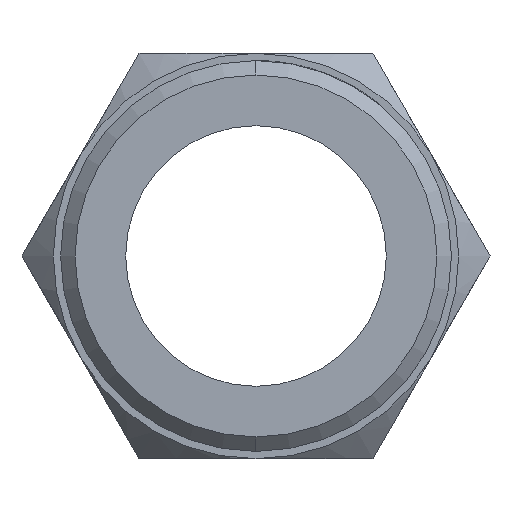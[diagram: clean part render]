
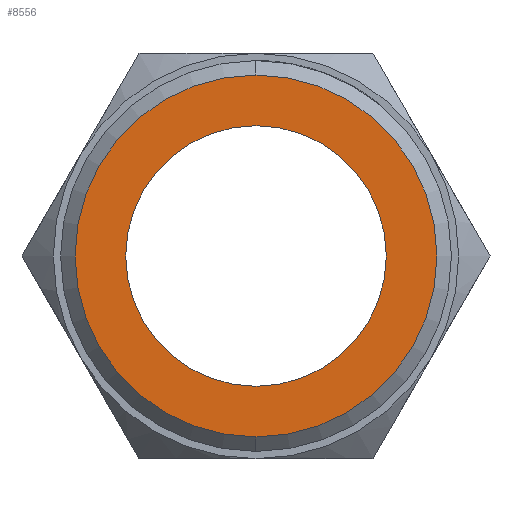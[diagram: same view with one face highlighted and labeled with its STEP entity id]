
A CAD part, left-side view. The second image highlights one B-rep face of the part: STEP entity #8556.
In plain terms, the highlighted planar face has unit normal (-1, 0, 0).
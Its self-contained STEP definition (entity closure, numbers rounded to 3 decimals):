
#17 = ORIENTED_EDGE ( 'NONE', *, *, #3537, .T. ) ;
#415 = CARTESIAN_POINT ( 'NONE',  ( 0., 0., 0. ) ) ;
#435 = DIRECTION ( 'NONE',  ( 1., 0., 0. ) ) ;
#481 = CARTESIAN_POINT ( 'NONE',  ( 0., 0., 0. ) ) ;
#642 = DIRECTION ( 'NONE',  ( 1., 0., 0. ) ) ;
#655 = EDGE_CURVE ( 'NONE', #4208, #1125, #4242, .T. ) ;
#687 = CARTESIAN_POINT ( 'NONE',  ( 0., 0., 0. ) ) ;
#823 = EDGE_LOOP ( 'NONE', ( #2270, #17 ) ) ;
#1125 = VERTEX_POINT ( 'NONE', #2277 ) ;
#1404 = CARTESIAN_POINT ( 'NONE',  ( 0., 0., -4.5 ) ) ;
#1542 = ORIENTED_EDGE ( 'NONE', *, *, #655, .T. ) ;
#1626 = EDGE_CURVE ( 'NONE', #1125, #4208, #9081, .T. ) ;
#2062 = FACE_BOUND ( 'NONE', #2610, .T. ) ;
#2139 = AXIS2_PLACEMENT_3D ( 'NONE', #481, #435, #4831 ) ;
#2238 = CARTESIAN_POINT ( 'NONE',  ( 0., 0., 0. ) ) ;
#2270 = ORIENTED_EDGE ( 'NONE', *, *, #7806, .T. ) ;
#2277 = CARTESIAN_POINT ( 'NONE',  ( 0., 0., 4.5 ) ) ;
#2610 = EDGE_LOOP ( 'NONE', ( #2760, #1542 ) ) ;
#2760 = ORIENTED_EDGE ( 'NONE', *, *, #1626, .T. ) ;
#3296 = DIRECTION ( 'NONE',  ( 0., 0., -1. ) ) ;
#3527 = DIRECTION ( 'NONE',  ( 0., 0., -1. ) ) ;
#3537 = EDGE_CURVE ( 'NONE', #8686, #8789, #4718, .T. ) ;
#4208 = VERTEX_POINT ( 'NONE', #1404 ) ;
#4242 = CIRCLE ( 'NONE', #8914, 4.5 ) ;
#4367 = FACE_OUTER_BOUND ( 'NONE', #823, .T. ) ;
#4718 = CIRCLE ( 'NONE', #4872, 6.25 ) ;
#4831 = DIRECTION ( 'NONE',  ( 0., 0., -1. ) ) ;
#4872 = AXIS2_PLACEMENT_3D ( 'NONE', #6117, #8896, #8141 ) ;
#4890 = CARTESIAN_POINT ( 'NONE',  ( 0., 0., 6.25 ) ) ;
#4948 = PLANE ( 'NONE',  #6254 ) ;
#5036 = DIRECTION ( 'NONE',  ( 0., 0., -1. ) ) ;
#6117 = CARTESIAN_POINT ( 'NONE',  ( 0., 0., 0. ) ) ;
#6254 = AXIS2_PLACEMENT_3D ( 'NONE', #687, #642, #3527 ) ;
#7465 = CARTESIAN_POINT ( 'NONE',  ( 0., 0., -6.25 ) ) ;
#7806 = EDGE_CURVE ( 'NONE', #8789, #8686, #9265, .T. ) ;
#8141 = DIRECTION ( 'NONE',  ( 0., 0., -1. ) ) ;
#8358 = AXIS2_PLACEMENT_3D ( 'NONE', #2238, #9242, #5036 ) ;
#8556 = ADVANCED_FACE ( 'NONE', ( #4367, #2062 ), #4948, .F. ) ;
#8686 = VERTEX_POINT ( 'NONE', #4890 ) ;
#8789 = VERTEX_POINT ( 'NONE', #7465 ) ;
#8896 = DIRECTION ( 'NONE',  ( -1., 0., 0. ) ) ;
#8914 = AXIS2_PLACEMENT_3D ( 'NONE', #415, #9111, #3296 ) ;
#9081 = CIRCLE ( 'NONE', #2139, 4.5 ) ;
#9111 = DIRECTION ( 'NONE',  ( 1., 0., 0. ) ) ;
#9242 = DIRECTION ( 'NONE',  ( -1., 0., 0. ) ) ;
#9265 = CIRCLE ( 'NONE', #8358, 6.25 ) ;
